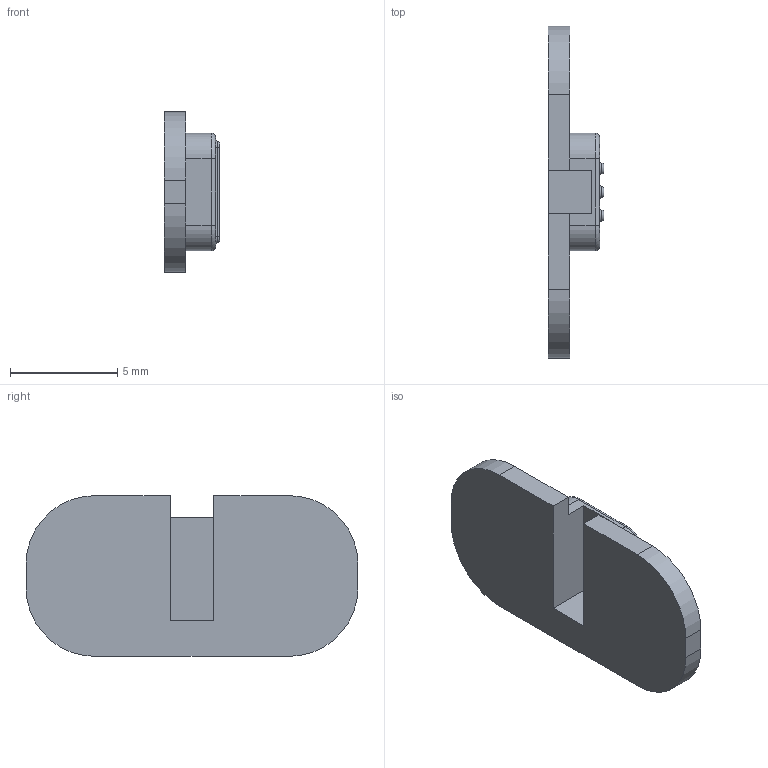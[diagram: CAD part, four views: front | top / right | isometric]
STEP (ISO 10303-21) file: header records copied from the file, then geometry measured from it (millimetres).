
FILE_DESCRIPTION(/* description */ ('STEP AP242','CAx-IF Rec.Pracs.---Representation and Presentation of Product Manufacturing Information (PMI)---4.0---2014-10-13','CAx-IF Rec.Pracs.---3D Tessellated Geometry---0.4---2014-09-14','2;1'),/* implementation_level */ '2;1');
FILE_NAME(/* name */ '65d1f22ee8efae2d3d0fddcf',/* time_stamp */ '2024-02-18T12:03:58Z',/* author */ (''),/* organization */ (''),/* preprocessor_version */ 'ST-DEVELOPER v19.4',/* originating_system */ ' ',/* authorisation */ ' ');
FILE_SCHEMA (('AP242_MANAGED_MODEL_BASED_3D_ENGINEERING_MIM_LF { 1 0 10303 442 1 1 4 }'));
Length unit declared in the file: metre
Products named in the file (1): 0-KEY2
Bounding box: 2.6 x 15.5 x 7.5 mm (x, y, z)
Volume: 127.3 mm3; surface area: 302.7 mm2
Topology: 1 solids, 1 shells, 59 faces, 142 edges, 88 vertices
Faces by surface type: cylinder 24, plane 19, torus 16
Entity records: 1748 total; most frequent: DIRECTION 332, CARTESIAN_POINT 290, ORIENTED_EDGE 284, EDGE_CURVE 142, AXIS2_PLACEMENT_3D 130, VERTEX_POINT 88, LINE 72, VECTOR 72
